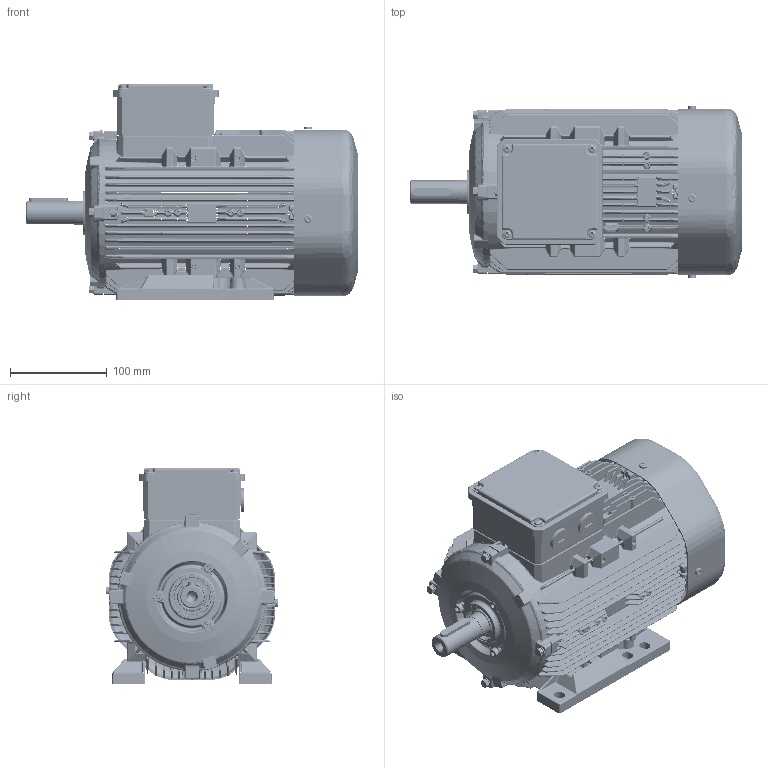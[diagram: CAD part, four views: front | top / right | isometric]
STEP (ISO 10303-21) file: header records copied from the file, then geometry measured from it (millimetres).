
FILE_DESCRIPTION(/* description */ (''),/* implementation_level */ '2;1');
FILE_NAME(/* name */ 'model1.stp',/* time_stamp */ '2024-08-01T15:58:41+03:00',/* author */ (''),/* organization */ (''),/* preprocessor_version */ 'ST-DEVELOPER v18.102',/* originating_system */ 'SIEMENS PLM Software NX2206.8101',/* authorisation */ '');
FILE_SCHEMA (('AUTOMOTIVE_DESIGN { 1 0 10303 214 3 1 1 1 }'));
Length unit declared in the file: millimetre
Products named in the file (1): model1_260028D8E15Fjjxk
Bounding box: 343.54 x 178.35 x 223.05 mm (x, y, z)
Surface area: 597363.4 mm2 (no closed solid volume)
Topology: 0 solids, 101 shells, 6614 faces, 20286 edges, 12808 vertices
Faces by surface type: cylinder 2800, plane 1526, torus 1263, bspline 584, cone 263, sphere 178
Full cylindrical faces by diameter (mm): 5 x12, 6.8 x1, 8 x7, 8.4 x1, 9.5 x4, 9.874 x1, 10 x5, 24 x1, 25 x3, 27.5 x1
Entity records: 244408 total; most frequent: CARTESIAN_POINT 90385, ORIENTED_EDGE 32425, DIRECTION 25592, EDGE_CURVE 19897, VERTEX_POINT 12732, AXIS2_PLACEMENT_3D 9502, B_SPLINE_CURVE_WITH_KNOTS 9449, EDGE_LOOP 7014
